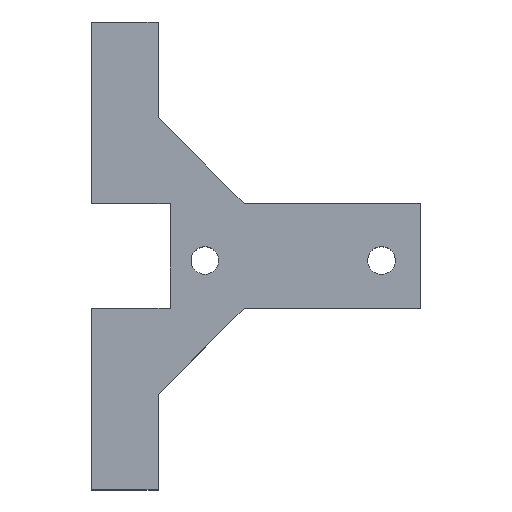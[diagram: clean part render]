
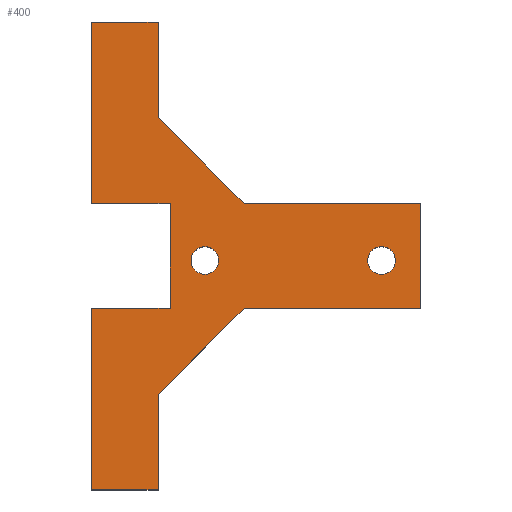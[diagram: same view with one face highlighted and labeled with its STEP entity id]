
A CAD part, top view. The second image highlights one B-rep face of the part: STEP entity #400.
In plain terms, the highlighted planar face has unit normal (0, 0, 1).
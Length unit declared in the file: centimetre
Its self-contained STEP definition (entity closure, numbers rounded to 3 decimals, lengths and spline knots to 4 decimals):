
#30=FACE_BOUND('',#92,.T.);
#31=FACE_BOUND('',#93,.T.);
#34=CIRCLE('',#409,0.145);
#38=CIRCLE('',#423,0.145);
#62=FACE_OUTER_BOUND('',#91,.T.);
#91=EDGE_LOOP('',(#342,#343,#344,#345,#346,#347,#348,#349,#350,#351,#352,
#353,#354,#355));
#92=EDGE_LOOP('',(#356));
#93=EDGE_LOOP('',(#357));
#98=LINE('',#546,#140);
#103=LINE('',#567,#145);
#107=LINE('',#574,#149);
#109=LINE('',#579,#151);
#112=LINE('',#585,#154);
#116=LINE('',#592,#158);
#119=LINE('',#598,#161);
#121=LINE('',#601,#163);
#122=LINE('',#604,#164);
#125=LINE('',#615,#167);
#130=LINE('',#624,#172);
#135=LINE('',#639,#177);
#136=LINE('',#642,#178);
#137=LINE('',#643,#179);
#140=VECTOR('',#442,1.);
#145=VECTOR('',#461,1.);
#149=VECTOR('',#467,1.);
#151=VECTOR('',#471,1.);
#154=VECTOR('',#476,1.);
#158=VECTOR('',#482,1.);
#161=VECTOR('',#487,1.);
#163=VECTOR('',#491,1.);
#164=VECTOR('',#494,1.);
#167=VECTOR('',#505,1.);
#172=VECTOR('',#512,1.);
#177=VECTOR('',#527,1.);
#178=VECTOR('',#530,1.);
#179=VECTOR('',#531,1.);
#182=VERTEX_POINT('',#543);
#183=VERTEX_POINT('',#545);
#186=VERTEX_POINT('',#553);
#191=VERTEX_POINT('',#564);
#192=VERTEX_POINT('',#566);
#194=VERTEX_POINT('',#572);
#196=VERTEX_POINT('',#577);
#197=VERTEX_POINT('',#582);
#200=VERTEX_POINT('',#590);
#202=VERTEX_POINT('',#596);
#203=VERTEX_POINT('',#603);
#206=VERTEX_POINT('',#611);
#207=VERTEX_POINT('',#614);
#210=VERTEX_POINT('',#622);
#215=VERTEX_POINT('',#637);
#216=VERTEX_POINT('',#641);
#218=EDGE_CURVE('',#183,#182,#98,.T.);
#222=EDGE_CURVE('',#186,#186,#34,.T.);
#227=EDGE_CURVE('',#192,#191,#103,.T.);
#231=EDGE_CURVE('',#191,#194,#107,.T.);
#233=EDGE_CURVE('',#194,#196,#109,.T.);
#236=EDGE_CURVE('',#196,#197,#112,.T.);
#240=EDGE_CURVE('',#200,#197,#116,.T.);
#243=EDGE_CURVE('',#200,#202,#119,.T.);
#245=EDGE_CURVE('',#202,#183,#121,.T.);
#246=EDGE_CURVE('',#203,#192,#122,.F.);
#250=EDGE_CURVE('',#206,#206,#38,.T.);
#251=EDGE_CURVE('',#203,#207,#125,.T.);
#256=EDGE_CURVE('',#182,#210,#130,.T.);
#263=EDGE_CURVE('',#215,#210,#135,.T.);
#264=EDGE_CURVE('',#216,#215,#136,.T.);
#265=EDGE_CURVE('',#207,#216,#137,.T.);
#342=ORIENTED_EDGE('',*,*,#256,.T.);
#343=ORIENTED_EDGE('',*,*,#263,.F.);
#344=ORIENTED_EDGE('',*,*,#264,.F.);
#345=ORIENTED_EDGE('',*,*,#265,.F.);
#346=ORIENTED_EDGE('',*,*,#251,.F.);
#347=ORIENTED_EDGE('',*,*,#246,.T.);
#348=ORIENTED_EDGE('',*,*,#227,.T.);
#349=ORIENTED_EDGE('',*,*,#231,.T.);
#350=ORIENTED_EDGE('',*,*,#233,.T.);
#351=ORIENTED_EDGE('',*,*,#236,.T.);
#352=ORIENTED_EDGE('',*,*,#240,.F.);
#353=ORIENTED_EDGE('',*,*,#243,.T.);
#354=ORIENTED_EDGE('',*,*,#245,.T.);
#355=ORIENTED_EDGE('',*,*,#218,.T.);
#356=ORIENTED_EDGE('',*,*,#250,.T.);
#357=ORIENTED_EDGE('',*,*,#222,.T.);
#380=PLANE('',#431);
#400=ADVANCED_FACE('',(#62,#30,#31),#380,.F.);
#409=AXIS2_PLACEMENT_3D('',#554,#449,#450);
#423=AXIS2_PLACEMENT_3D('',#612,#501,#502);
#431=AXIS2_PLACEMENT_3D('',#640,#528,#529);
#442=DIRECTION('',(-1.,0.,0.));
#449=DIRECTION('center_axis',(0.,0.,-1.));
#450=DIRECTION('ref_axis',(1.,0.,0.));
#461=DIRECTION('',(-1.,0.,0.));
#467=DIRECTION('',(0.,-1.,0.));
#471=DIRECTION('',(1.,0.,0.));
#476=DIRECTION('',(0.,1.,0.));
#482=DIRECTION('',(-0.707,-0.707,0.));
#487=DIRECTION('',(1.,0.,0.));
#491=DIRECTION('',(0.,1.,0.));
#494=DIRECTION('',(0.,1.,0.));
#501=DIRECTION('center_axis',(0.,0.,-1.));
#502=DIRECTION('ref_axis',(1.,0.,0.));
#505=DIRECTION('',(-1.,0.,0.));
#512=DIRECTION('',(-0.707,0.707,0.));
#527=DIRECTION('',(0.,-1.,0.));
#528=DIRECTION('center_axis',(0.,0.,-1.));
#529=DIRECTION('ref_axis',(0.,-1.,0.));
#530=DIRECTION('',(1.,0.,0.));
#531=DIRECTION('',(0.,1.,0.));
#543=CARTESIAN_POINT('',(2.6,3.1,1.));
#545=CARTESIAN_POINT('',(4.45,3.1,1.));
#546=CARTESIAN_POINT('',(2.725,3.1,1.));
#553=CARTESIAN_POINT('',(4.185,2.5022,1.));
#554=CARTESIAN_POINT('Origin',(4.04,2.5022,1.));
#564=CARTESIAN_POINT('',(1.,2.0005,1.));
#566=CARTESIAN_POINT('',(1.8256,2.0005,1.));
#567=CARTESIAN_POINT('',(2.0439,2.0005,1.));
#572=CARTESIAN_POINT('',(1.,0.1,1.));
#574=CARTESIAN_POINT('',(1.,2.05,1.));
#577=CARTESIAN_POINT('',(1.7,0.1,1.));
#579=CARTESIAN_POINT('',(2.725,0.1,1.));
#582=CARTESIAN_POINT('',(1.7,1.1,1.));
#585=CARTESIAN_POINT('',(1.7,1.6,1.));
#590=CARTESIAN_POINT('',(2.6,2.,1.));
#592=CARTESIAN_POINT('',(2.4188,1.8188,1.));
#596=CARTESIAN_POINT('',(4.45,2.,1.));
#598=CARTESIAN_POINT('',(2.9,2.,1.));
#601=CARTESIAN_POINT('',(4.45,2.05,1.));
#603=CARTESIAN_POINT('',(1.8256,3.1,1.));
#604=CARTESIAN_POINT('',(1.8256,2.2751,1.));
#611=CARTESIAN_POINT('',(2.335,2.5022,1.));
#612=CARTESIAN_POINT('Origin',(2.19,2.5022,1.));
#614=CARTESIAN_POINT('',(1.,3.1,1.));
#615=CARTESIAN_POINT('',(2.0439,3.1,1.));
#622=CARTESIAN_POINT('',(1.7,4.,1.));
#624=CARTESIAN_POINT('',(2.4188,3.2812,1.));
#637=CARTESIAN_POINT('',(1.7,5.,1.));
#639=CARTESIAN_POINT('',(1.7,3.5,1.));
#640=CARTESIAN_POINT('Origin',(2.725,3.05,1.));
#641=CARTESIAN_POINT('',(1.,5.,1.));
#642=CARTESIAN_POINT('',(2.725,5.,1.));
#643=CARTESIAN_POINT('',(1.,3.05,1.));
